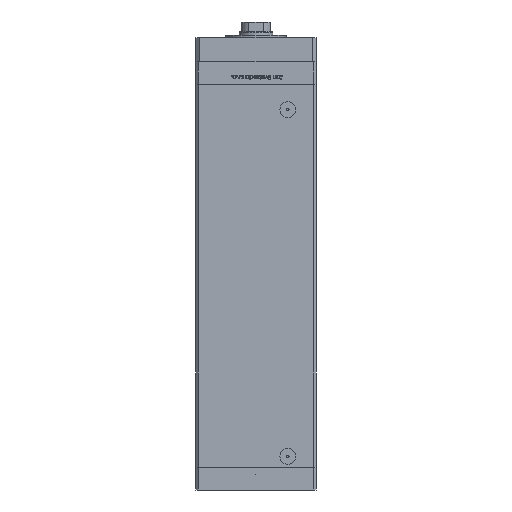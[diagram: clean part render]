
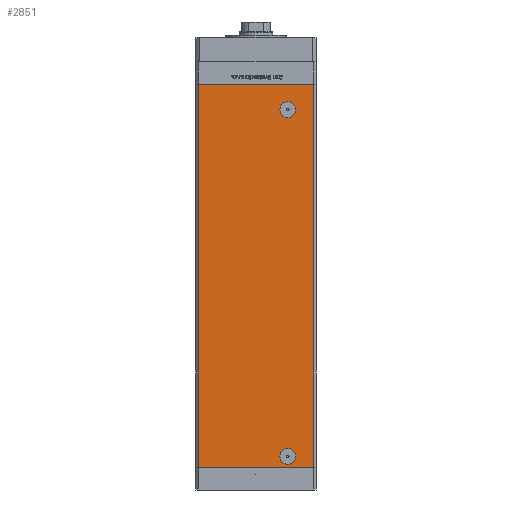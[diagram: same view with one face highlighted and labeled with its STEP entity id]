
A CAD part, front view. The second image highlights one B-rep face of the part: STEP entity #2851.
In plain terms, the highlighted planar face has unit normal (0, -1, 0).
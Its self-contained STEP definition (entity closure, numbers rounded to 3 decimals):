
#329 = CIRCLE ( 'NONE', #7265, 6.58 ) ;
#397 = EDGE_CURVE ( 'NONE', #41757, #47531, #11841, .T. ) ;
#1088 = EDGE_CURVE ( 'NONE', #7283, #13003, #53681, .T. ) ;
#1103 = VERTEX_POINT ( 'NONE', #16312 ) ;
#1204 = VERTEX_POINT ( 'NONE', #17124 ) ;
#1616 = VECTOR ( 'NONE', #26877, 1000. ) ;
#1858 = ORIENTED_EDGE ( 'NONE', *, *, #397, .T. ) ;
#2851 = ADVANCED_FACE ( 'NONE', ( #34763, #51393, #47306 ), #6086, .F. ) ;
#3508 = EDGE_CURVE ( 'NONE', #35054, #1103, #51150, .T. ) ;
#3932 = AXIS2_PLACEMENT_3D ( 'NONE', #10893, #27550, #39830 ) ;
#4530 = VERTEX_POINT ( 'NONE', #53341 ) ;
#4567 = DIRECTION ( 'NONE',  ( 0., -1., 0. ) ) ;
#6086 = PLANE ( 'NONE',  #39769 ) ;
#6389 = LINE ( 'NONE', #52219, #1616 ) ;
#6570 = ORIENTED_EDGE ( 'NONE', *, *, #8168, .F. ) ;
#7265 = AXIS2_PLACEMENT_3D ( 'NONE', #27213, #39758, #11073 ) ;
#7283 = VERTEX_POINT ( 'NONE', #27332 ) ;
#7576 = VECTOR ( 'NONE', #9085, 1000. ) ;
#8168 = EDGE_CURVE ( 'NONE', #1204, #7283, #34461, .T. ) ;
#9056 = ORIENTED_EDGE ( 'NONE', *, *, #27563, .T. ) ;
#9085 = DIRECTION ( 'NONE',  ( 1., 0., 0. ) ) ;
#9158 = CIRCLE ( 'NONE', #3932, 6.58 ) ;
#10893 = CARTESIAN_POINT ( 'NONE',  ( 26.5, -43.5, 297.5 ) ) ;
#11073 = DIRECTION ( 'NONE',  ( 0., 0., -1. ) ) ;
#11355 = EDGE_CURVE ( 'NONE', #4530, #13003, #18988, .T. ) ;
#11841 = CIRCLE ( 'NONE', #41450, 6.58 ) ;
#12453 = EDGE_CURVE ( 'NONE', #1204, #4530, #6389, .T. ) ;
#13003 = VERTEX_POINT ( 'NONE', #22640 ) ;
#14019 = ORIENTED_EDGE ( 'NONE', *, *, #11355, .T. ) ;
#14639 = VECTOR ( 'NONE', #47135, 1000. ) ;
#16312 = CARTESIAN_POINT ( 'NONE',  ( 26.5, -43.5, 15.58 ) ) ;
#17124 = CARTESIAN_POINT ( 'NONE',  ( -48., -43.5, 318.5 ) ) ;
#17463 = ORIENTED_EDGE ( 'NONE', *, *, #1088, .F. ) ;
#18988 = LINE ( 'NONE', #30507, #14639 ) ;
#21434 = CARTESIAN_POINT ( 'NONE',  ( 26.5, -43.5, 2.42 ) ) ;
#22115 = EDGE_LOOP ( 'NONE', ( #9056, #1858 ) ) ;
#22640 = CARTESIAN_POINT ( 'NONE',  ( 48., -43.5, 0. ) ) ;
#23145 = EDGE_CURVE ( 'NONE', #1103, #35054, #329, .T. ) ;
#25741 = CARTESIAN_POINT ( 'NONE',  ( -48., -43.5, 318.5 ) ) ;
#26109 = EDGE_LOOP ( 'NONE', ( #14019, #17463, #6570, #32457 ) ) ;
#26576 = DIRECTION ( 'NONE',  ( 0., 1., 0. ) ) ;
#26877 = DIRECTION ( 'NONE',  ( 0., 0., -1. ) ) ;
#27213 = CARTESIAN_POINT ( 'NONE',  ( 26.5, -43.5, 9. ) ) ;
#27332 = CARTESIAN_POINT ( 'NONE',  ( 48., -43.5, 318.5 ) ) ;
#27366 = EDGE_LOOP ( 'NONE', ( #40727, #29255 ) ) ;
#27550 = DIRECTION ( 'NONE',  ( 0., 1., 0. ) ) ;
#27563 = EDGE_CURVE ( 'NONE', #47531, #41757, #9158, .T. ) ;
#28623 = DIRECTION ( 'NONE',  ( 0., 0., -1. ) ) ;
#29255 = ORIENTED_EDGE ( 'NONE', *, *, #23145, .F. ) ;
#29973 = CARTESIAN_POINT ( 'NONE',  ( 26.5, -43.5, 304.08 ) ) ;
#30507 = CARTESIAN_POINT ( 'NONE',  ( -48., -43.5, 0. ) ) ;
#30943 = CARTESIAN_POINT ( 'NONE',  ( -48., -43.5, 318.5 ) ) ;
#32457 = ORIENTED_EDGE ( 'NONE', *, *, #12453, .T. ) ;
#32740 = CARTESIAN_POINT ( 'NONE',  ( 26.5, -43.5, 290.92 ) ) ;
#34461 = LINE ( 'NONE', #25741, #7576 ) ;
#34609 = AXIS2_PLACEMENT_3D ( 'NONE', #41952, #4567, #42222 ) ;
#34763 = FACE_BOUND ( 'NONE', #27366, .T. ) ;
#35054 = VERTEX_POINT ( 'NONE', #21434 ) ;
#35653 = DIRECTION ( 'NONE',  ( 0., 1., 0. ) ) ;
#38900 = VECTOR ( 'NONE', #28623, 1000. ) ;
#38964 = CARTESIAN_POINT ( 'NONE',  ( 26.5, -43.5, 297.5 ) ) ;
#39758 = DIRECTION ( 'NONE',  ( 0., -1., 0. ) ) ;
#39769 = AXIS2_PLACEMENT_3D ( 'NONE', #30943, #26576, #47566 ) ;
#39830 = DIRECTION ( 'NONE',  ( 0., 0., -1. ) ) ;
#40727 = ORIENTED_EDGE ( 'NONE', *, *, #3508, .F. ) ;
#41450 = AXIS2_PLACEMENT_3D ( 'NONE', #38964, #35653, #48177 ) ;
#41757 = VERTEX_POINT ( 'NONE', #29973 ) ;
#41952 = CARTESIAN_POINT ( 'NONE',  ( 26.5, -43.5, 9. ) ) ;
#42222 = DIRECTION ( 'NONE',  ( 0., 0., -1. ) ) ;
#47135 = DIRECTION ( 'NONE',  ( 1., 0., 0. ) ) ;
#47306 = FACE_BOUND ( 'NONE', #22115, .T. ) ;
#47531 = VERTEX_POINT ( 'NONE', #32740 ) ;
#47566 = DIRECTION ( 'NONE',  ( 0., 0., 1. ) ) ;
#48177 = DIRECTION ( 'NONE',  ( 0., 0., -1. ) ) ;
#49331 = CARTESIAN_POINT ( 'NONE',  ( 48., -43.5, 318.5 ) ) ;
#51150 = CIRCLE ( 'NONE', #34609, 6.58 ) ;
#51393 = FACE_OUTER_BOUND ( 'NONE', #26109, .T. ) ;
#52219 = CARTESIAN_POINT ( 'NONE',  ( -48., -43.5, 318.5 ) ) ;
#53341 = CARTESIAN_POINT ( 'NONE',  ( -48., -43.5, 0. ) ) ;
#53681 = LINE ( 'NONE', #49331, #38900 ) ;
